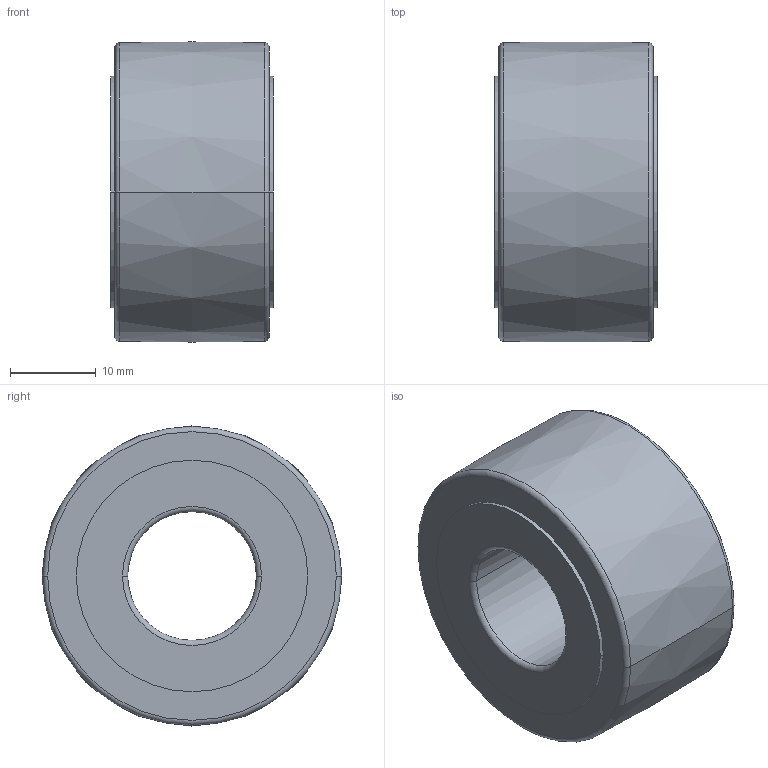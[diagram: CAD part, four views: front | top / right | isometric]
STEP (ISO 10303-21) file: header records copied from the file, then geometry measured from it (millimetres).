
FILE_DESCRIPTION(('starvars output'),'2;1');
FILE_NAME('TIN21275.stp','17:19:26 2014/10/22',( 'Thomas Industrial Network Germany GmbH'),( 'Thomas Industrial Network Germany GmbH'),'unknown preprocess','ACIS' ,'unknown authorization');
FILE_SCHEMA(('AUTOMOTIVE_DESIGN_CC2 {UNKNOWN IMPLEMENTATION LEVEL}'));
Length unit declared in the file: millimetre
Products named in the file (1): PRODUCT_ID_1
Bounding box: 19 x 34.98 x 35 mm (x, y, z)
Volume: 14446.8 mm3; surface area: 4454.5 mm2
Topology: 1 solids, 1 shells, 25 faces, 52 edges, 31 vertices
Faces by surface type: torus 8, cylinder 8, plane 5, bspline 2, cone 2
Entity records: 904 total; most frequent: CARTESIAN_POINT 147, ORIENTED_EDGE 104, DIRECTION 91, EDGE_CURVE 52, AXIS2_PLACEMENT_3D 40, VERTEX_POINT 31, EDGE_LOOP 29, FACE_BOUND 29
